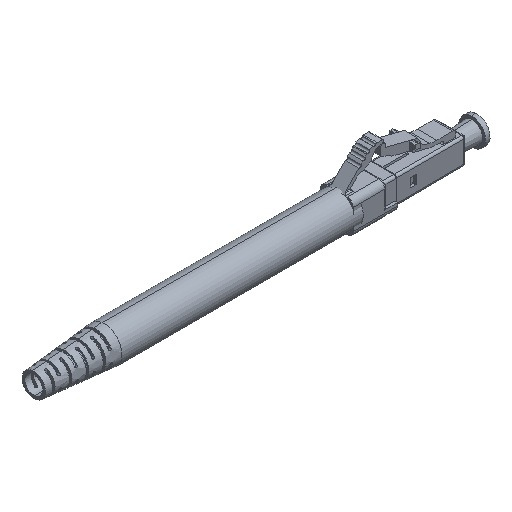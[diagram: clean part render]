
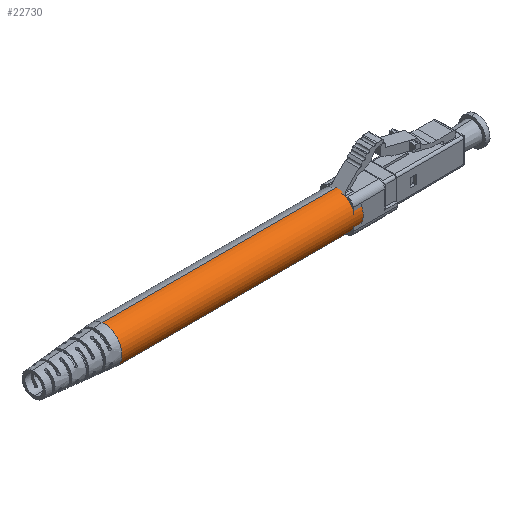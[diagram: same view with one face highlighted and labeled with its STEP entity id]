
A CAD part, isometric view. The second image highlights one B-rep face of the part: STEP entity #22730.
In plain terms, the highlighted cylindrical face has radius 3.045 mm (diameter 6.09 mm), a partial arc.
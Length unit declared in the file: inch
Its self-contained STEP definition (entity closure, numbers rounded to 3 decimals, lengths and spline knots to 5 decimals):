
#1494 = CARTESIAN_POINT ( 'NONE',  ( -0.06299, 0., 0.11988 ) ) ;
#1737 = AXIS2_PLACEMENT_3D ( 'NONE', #4371, #22903, #11962 ) ;
#2525 = CIRCLE ( 'NONE', #19051, 0.11988 ) ;
#3793 = CARTESIAN_POINT ( 'NONE',  ( 1.55512, 0., -0.11988 ) ) ;
#3990 = VERTEX_POINT ( 'NONE', #23677 ) ;
#4238 = VERTEX_POINT ( 'NONE', #8375 ) ;
#4371 = CARTESIAN_POINT ( 'NONE',  ( 1.55512, 0., 0. ) ) ;
#5541 = DIRECTION ( 'NONE',  ( -1., 0., 0. ) ) ;
#6641 = CIRCLE ( 'NONE', #14309, 0.11988 ) ;
#6803 = EDGE_CURVE ( 'NONE', #4238, #3990, #16780, .T. ) ;
#7250 = CARTESIAN_POINT ( 'NONE',  ( 1.55512, 0., 0. ) ) ;
#7528 = VECTOR ( 'NONE', #11261, 39.37008 ) ;
#8375 = CARTESIAN_POINT ( 'NONE',  ( 1.55512, 0., -0.11988 ) ) ;
#8430 = VERTEX_POINT ( 'NONE', #18501 ) ;
#8445 = CARTESIAN_POINT ( 'NONE',  ( 1.55512, 0., 0.11988 ) ) ;
#8538 = ORIENTED_EDGE ( 'NONE', *, *, #22895, .T. ) ;
#9624 = EDGE_LOOP ( 'NONE', ( #9793, #11709, #8538, #18481 ) ) ;
#9793 = ORIENTED_EDGE ( 'NONE', *, *, #6803, .F. ) ;
#10048 = FACE_OUTER_BOUND ( 'NONE', #9624, .T. ) ;
#10799 = VERTEX_POINT ( 'NONE', #1494 ) ;
#11261 = DIRECTION ( 'NONE',  ( -1., 0., 0. ) ) ;
#11418 = EDGE_CURVE ( 'NONE', #3990, #10799, #6641, .T. ) ;
#11709 = ORIENTED_EDGE ( 'NONE', *, *, #17266, .T. ) ;
#11962 = DIRECTION ( 'NONE',  ( 0., 0., 1. ) ) ;
#13598 = LINE ( 'NONE', #8445, #13672 ) ;
#13672 = VECTOR ( 'NONE', #15642, 39.37008 ) ;
#14309 = AXIS2_PLACEMENT_3D ( 'NONE', #18626, #5541, #14423 ) ;
#14423 = DIRECTION ( 'NONE',  ( 0., 0., 1. ) ) ;
#15557 = CYLINDRICAL_SURFACE ( 'NONE', #1737, 0.11988 ) ;
#15642 = DIRECTION ( 'NONE',  ( -1., 0., 0. ) ) ;
#16780 = LINE ( 'NONE', #3793, #7528 ) ;
#17266 = EDGE_CURVE ( 'NONE', #4238, #8430, #2525, .T. ) ;
#18481 = ORIENTED_EDGE ( 'NONE', *, *, #11418, .F. ) ;
#18501 = CARTESIAN_POINT ( 'NONE',  ( 1.55512, 0., 0.11988 ) ) ;
#18626 = CARTESIAN_POINT ( 'NONE',  ( -0.06299, 0., 0. ) ) ;
#19051 = AXIS2_PLACEMENT_3D ( 'NONE', #7250, #20238, #23366 ) ;
#20238 = DIRECTION ( 'NONE',  ( -1., 0., 0. ) ) ;
#22730 = ADVANCED_FACE ( 'NONE', ( #10048 ), #15557, .T. ) ;
#22895 = EDGE_CURVE ( 'NONE', #8430, #10799, #13598, .T. ) ;
#22903 = DIRECTION ( 'NONE',  ( -1., 0., 0. ) ) ;
#23366 = DIRECTION ( 'NONE',  ( 0., 0., 1. ) ) ;
#23677 = CARTESIAN_POINT ( 'NONE',  ( -0.06299, 0., -0.11988 ) ) ;
